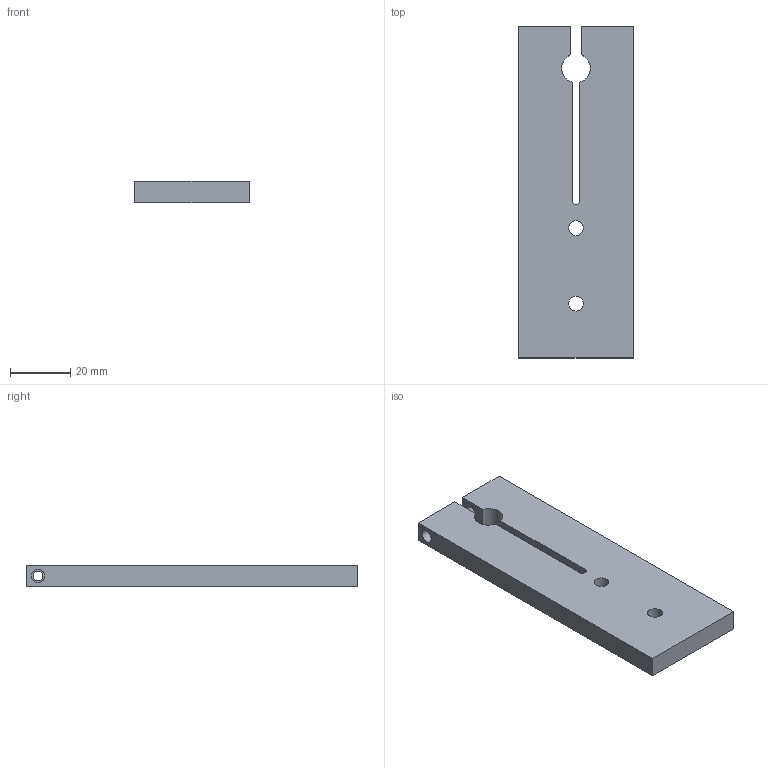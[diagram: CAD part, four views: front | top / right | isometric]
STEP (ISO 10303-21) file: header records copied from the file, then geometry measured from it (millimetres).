
FILE_DESCRIPTION(/* description */ ('Clampe pivot extérieure'),/* implementation_level */ '2;1');
FILE_NAME(/* name */ 'GSE-1201-029-001-A (Clampe pivot extérieure).stp',/* time_stamp */ '2019-10-24T11:43:58+02:00',/* author */ ('louis.petitjean'),/* organization */ ('EXOTRAIL'),/* preprocessor_version */ 'ST-DEVELOPER v18',/* originating_system */ 'Autodesk Inventor 2020',/* authorisation */ '');
FILE_SCHEMA (('AUTOMOTIVE_DESIGN { 1 0 10303 214 3 1 1 }'));
Length unit declared in the file: millimetre
Products named in the file (1): GSE-1201-029-001-A
Bounding box: 38 x 110 x 7 mm (x, y, z)
Volume: 27170.7 mm3; surface area: 11381.9 mm2
Topology: 1 solids, 1 shells, 18 faces, 52 edges, 36 vertices
Faces by surface type: plane 11, cylinder 7
Full cylindrical faces by diameter (mm): 3.242 x1, 4.3 x1, 4.917 x2
Entity records: 663 total; most frequent: DIRECTION 108, CARTESIAN_POINT 107, ORIENTED_EDGE 104, EDGE_CURVE 52, AXIS2_PLACEMENT_3D 37, VERTEX_POINT 36, LINE 34, VECTOR 34
